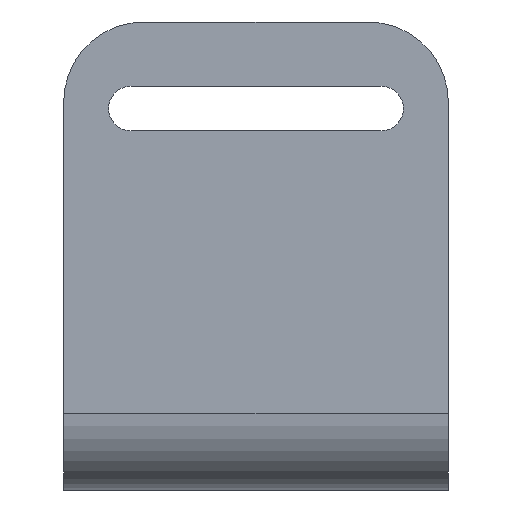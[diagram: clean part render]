
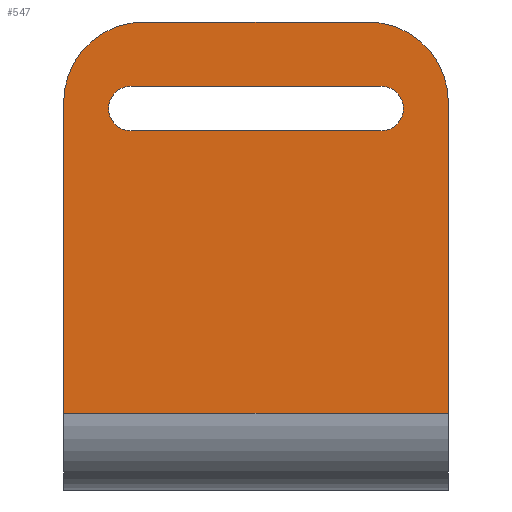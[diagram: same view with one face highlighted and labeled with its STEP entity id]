
A CAD part, top view. The second image highlights one B-rep face of the part: STEP entity #547.
In plain terms, the highlighted planar face has unit normal (0, 0, 1).
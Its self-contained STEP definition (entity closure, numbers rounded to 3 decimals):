
#8 = ORIENTED_EDGE ( 'NONE', *, *, #568, .T. ) ;
#17 = ORIENTED_EDGE ( 'NONE', *, *, #563, .T. ) ;
#18 = ORIENTED_EDGE ( 'NONE', *, *, #572, .T. ) ;
#22 = ORIENTED_EDGE ( 'NONE', *, *, #520, .T. ) ;
#40 = ORIENTED_EDGE ( 'NONE', *, *, #553, .T. ) ;
#43 = ORIENTED_EDGE ( 'NONE', *, *, #590, .F. ) ;
#54 = CARTESIAN_POINT ( 'NONE',  ( 19.5, 47.5, 12. ) ) ;
#58 = DIRECTION ( 'NONE',  ( 0., 0., -1. ) ) ;
#59 = DIRECTION ( 'NONE',  ( -1., 0., 0. ) ) ;
#66 = CARTESIAN_POINT ( 'NONE',  ( -19.5, 47.5, 12. ) ) ;
#76 = DIRECTION ( 'NONE',  ( 0., 0., -1. ) ) ;
#77 = DIRECTION ( 'NONE',  ( -1., 0., 0. ) ) ;
#100 = LINE ( 'NONE', #101, #432 ) ;
#101 = CARTESIAN_POINT ( 'NONE',  ( 30., 0., 12. ) ) ;
#102 = DIRECTION ( 'NONE',  ( -1., 0., 0. ) ) ;
#125 = CARTESIAN_POINT ( 'NONE',  ( 30., 0., 12. ) ) ;
#131 = CARTESIAN_POINT ( 'NONE',  ( -17.5, 61., 12. ) ) ;
#132 = CARTESIAN_POINT ( 'NONE',  ( -23., 47.5, 12. ) ) ;
#137 = CARTESIAN_POINT ( 'NONE',  ( -30., 0., 12. ) ) ;
#148 = LINE ( 'NONE', #149, #413 ) ;
#149 = CARTESIAN_POINT ( 'NONE',  ( 30., 61., 12. ) ) ;
#150 = DIRECTION ( 'NONE',  ( -1., 0., 0. ) ) ;
#166 = CARTESIAN_POINT ( 'NONE',  ( 17.5, 48.5, 12. ) ) ;
#167 = DIRECTION ( 'NONE',  ( 0., 0., 1. ) ) ;
#168 = DIRECTION ( 'NONE',  ( -1., 0., 0. ) ) ;
#213 = PLANE ( 'NONE',  #628 ) ;
#214 = CARTESIAN_POINT ( 'NONE',  ( 30., 0., 12. ) ) ;
#215 = DIRECTION ( 'NONE',  ( 0., 0., -1. ) ) ;
#216 = DIRECTION ( 'NONE',  ( -1., 0., 0. ) ) ;
#217 = LINE ( 'NONE', #218, #648 ) ;
#218 = CARTESIAN_POINT ( 'NONE',  ( 30., 0., 12. ) ) ;
#219 = DIRECTION ( 'NONE',  ( 0., -1., 0. ) ) ;
#226 = CARTESIAN_POINT ( 'NONE',  ( -17.5, 48.5, 12. ) ) ;
#227 = DIRECTION ( 'NONE',  ( 0., 0., 1. ) ) ;
#228 = DIRECTION ( 'NONE',  ( -1., 0., 0. ) ) ;
#230 = LINE ( 'NONE', #231, #624 ) ;
#231 = CARTESIAN_POINT ( 'NONE',  ( -30., 0., 12. ) ) ;
#232 = DIRECTION ( 'NONE',  ( 0., -1., 0. ) ) ;
#249 = CARTESIAN_POINT ( 'NONE',  ( -19.5, 47.5, 12. ) ) ;
#250 = LINE ( 'NONE', #251, #612 ) ;
#251 = CARTESIAN_POINT ( 'NONE',  ( 19.5, 44., 12. ) ) ;
#252 = DIRECTION ( 'NONE',  ( -1., 0., 0. ) ) ;
#256 = LINE ( 'NONE', #257, #685 ) ;
#257 = CARTESIAN_POINT ( 'NONE',  ( 19.5, 51., 12. ) ) ;
#258 = DIRECTION ( 'NONE',  ( 1., 0., 0. ) ) ;
#259 = DIRECTION ( 'NONE',  ( 0., 0., -1. ) ) ;
#260 = DIRECTION ( 'NONE',  ( -1., 0., 0. ) ) ;
#268 = ORIENTED_EDGE ( 'NONE', *, *, #548, .F. ) ;
#280 = ORIENTED_EDGE ( 'NONE', *, *, #566, .T. ) ;
#306 = VERTEX_POINT ( 'NONE', #492 ) ;
#318 = VERTEX_POINT ( 'NONE', #125 ) ;
#324 = VERTEX_POINT ( 'NONE', #131 ) ;
#325 = VERTEX_POINT ( 'NONE', #132 ) ;
#330 = VERTEX_POINT ( 'NONE', #137 ) ;
#404 = EDGE_LOOP ( 'NONE', ( #405, #40, #406, #43, #268, #22 ) ) ;
#405 = ORIENTED_EDGE ( 'NONE', *, *, #512, .T. ) ;
#406 = ORIENTED_EDGE ( 'NONE', *, *, #554, .T. ) ;
#407 = ORIENTED_EDGE ( 'NONE', *, *, #578, .T. ) ;
#413 = VECTOR ( 'NONE', #150, 1000. ) ;
#432 = VECTOR ( 'NONE', #102, 1000. ) ;
#484 = EDGE_LOOP ( 'NONE', ( #280, #18, #17, #407, #8 ) ) ;
#485 = VERTEX_POINT ( 'NONE', #631 ) ;
#486 = VERTEX_POINT ( 'NONE', #632 ) ;
#487 = VERTEX_POINT ( 'NONE', #633 ) ;
#488 = VERTEX_POINT ( 'NONE', #634 ) ;
#489 = VERTEX_POINT ( 'NONE', #635 ) ;
#490 = VERTEX_POINT ( 'NONE', #636 ) ;
#492 = CARTESIAN_POINT ( 'NONE',  ( -19.5, 51., 12. ) ) ;
#512 = EDGE_CURVE ( 'NONE', #490, #324, #148, .T. ) ;
#520 = EDGE_CURVE ( 'NONE', #487, #490, #587, .T. ) ;
#525 = CIRCLE ( 'NONE', #687, 3.5 ) ;
#531 = CIRCLE ( 'NONE', #611, 3.5 ) ;
#536 = CIRCLE ( 'NONE', #620, 12.5 ) ;
#547 = ADVANCED_FACE ( 'NONE', ( #653, #627 ), #213, .F. ) ;
#548 = EDGE_CURVE ( 'NONE', #487, #318, #217, .T. ) ;
#553 = EDGE_CURVE ( 'NONE', #324, #488, #536, .T. ) ;
#554 = EDGE_CURVE ( 'NONE', #488, #330, #230, .T. ) ;
#563 = EDGE_CURVE ( 'NONE', #485, #489, #250, .T. ) ;
#565 = CIRCLE ( 'NONE', #679, 3.5 ) ;
#566 = EDGE_CURVE ( 'NONE', #306, #486, #256, .T. ) ;
#568 = EDGE_CURVE ( 'NONE', #325, #306, #531, .T. ) ;
#572 = EDGE_CURVE ( 'NONE', #486, #485, #525, .T. ) ;
#578 = EDGE_CURVE ( 'NONE', #489, #325, #565, .T. ) ;
#587 = CIRCLE ( 'NONE', #672, 12.5 ) ;
#590 = EDGE_CURVE ( 'NONE', #318, #330, #100, .T. ) ;
#611 = AXIS2_PLACEMENT_3D ( 'NONE', #249, #259, #260 ) ;
#612 = VECTOR ( 'NONE', #252, 1000. ) ;
#620 = AXIS2_PLACEMENT_3D ( 'NONE', #226, #227, #228 ) ;
#624 = VECTOR ( 'NONE', #232, 1000. ) ;
#627 = FACE_OUTER_BOUND ( 'NONE', #404, .T. ) ;
#628 = AXIS2_PLACEMENT_3D ( 'NONE', #214, #215, #216 ) ;
#631 = CARTESIAN_POINT ( 'NONE',  ( 19.5, 44., 12. ) ) ;
#632 = CARTESIAN_POINT ( 'NONE',  ( 19.5, 51., 12. ) ) ;
#633 = CARTESIAN_POINT ( 'NONE',  ( 30., 48.5, 12. ) ) ;
#634 = CARTESIAN_POINT ( 'NONE',  ( -30., 48.5, 12. ) ) ;
#635 = CARTESIAN_POINT ( 'NONE',  ( -19.5, 44., 12. ) ) ;
#636 = CARTESIAN_POINT ( 'NONE',  ( 17.5, 61., 12. ) ) ;
#648 = VECTOR ( 'NONE', #219, 1000. ) ;
#653 = FACE_BOUND ( 'NONE', #484, .T. ) ;
#672 = AXIS2_PLACEMENT_3D ( 'NONE', #166, #167, #168 ) ;
#679 = AXIS2_PLACEMENT_3D ( 'NONE', #66, #76, #77 ) ;
#685 = VECTOR ( 'NONE', #258, 1000. ) ;
#687 = AXIS2_PLACEMENT_3D ( 'NONE', #54, #58, #59 ) ;
